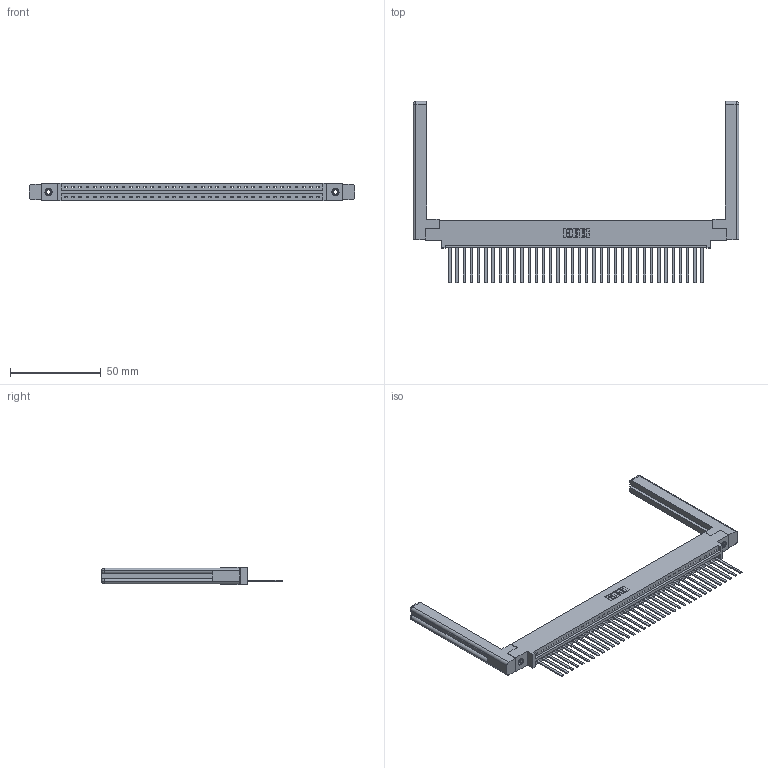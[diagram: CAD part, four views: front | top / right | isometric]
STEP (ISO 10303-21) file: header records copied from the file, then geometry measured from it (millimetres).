
FILE_DESCRIPTION (( 'STEP AP203' ), '1' );
FILE_NAME ('387-036-544-658.STEP', '2019-10-04T13:51:35', ( '' ), ( '' ), 'SwSTEP 2.0', 'SolidWorks 2016', '' );
FILE_SCHEMA (( 'CONFIG_CONTROL_DESIGN' ));
Length unit declared in the file: inch
Products named in the file (5): 345-292-001_345-293-144; 307-220-058; 345-250-001_345-250-001-102; 337 Part_0.170 Offset - 0.156 Dia-TI; 387-036-544-658
Assembly tree (41 placements, depth 2):
  387-036-544-658
    337 Part_0.170 Offset - 0.156 Dia-TI
    345-292-001_345-293-144  x36
    345-250-001_345-250-001-102  x2
    307-220-058  x2
Bounding box: 179.27 x 99.7 x 9.4 mm (x, y, z)
Volume: 26018.9 mm3; surface area: 26133.4 mm2
Topology: 41 solids, 41 shells, 2276 faces, 6797 edges, 4470 vertices
Faces by surface type: plane 1670, cylinder 582, cone 12, torus 12
Entity records: 30118 total; most frequent: CARTESIAN_POINT 5245, ORIENTED_EDGE 5156, DIRECTION 4442, EDGE_CURVE 2578, VECTOR 2406, LINE 2406, VERTEX_POINT 1710, AXIS2_PLACEMENT_3D 1018
